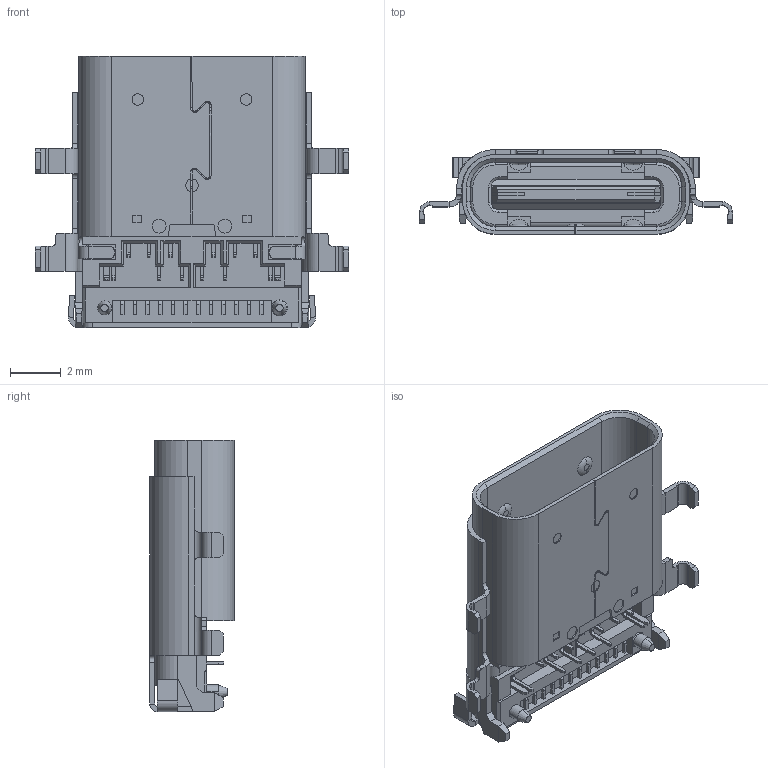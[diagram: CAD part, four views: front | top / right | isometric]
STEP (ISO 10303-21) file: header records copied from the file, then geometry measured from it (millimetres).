
FILE_DESCRIPTION (( 'STEP AP214' ), '1' );
FILE_NAME ('2129691-1.STEP', '2020-05-06T05:47:33', ( '' ), ( '' ), 'SwSTEP 2.0', 'SolidWorks 2017', '' );
FILE_SCHEMA (( 'AUTOMOTIVE_DESIGN' ));
Length unit declared in the file: millimetre
Products named in the file (1): 2129691-1
Bounding box: 12.35 x 3.34 x 10.7 mm (x, y, z)
Volume: 153.8 mm3; surface area: 956.7 mm2
Topology: 57 solids, 57 shells, 1106 faces, 2696 edges, 1714 vertices
Faces by surface type: plane 841, cylinder 230, cone 18, torus 17
Entity records: 34017 total; most frequent: CARTESIAN_POINT 5711, ORIENTED_EDGE 5392, DIRECTION 5379, EDGE_CURVE 2696, VECTOR 2147, LINE 2147, VERTEX_POINT 1714, AXIS2_PLACEMENT_3D 1616
